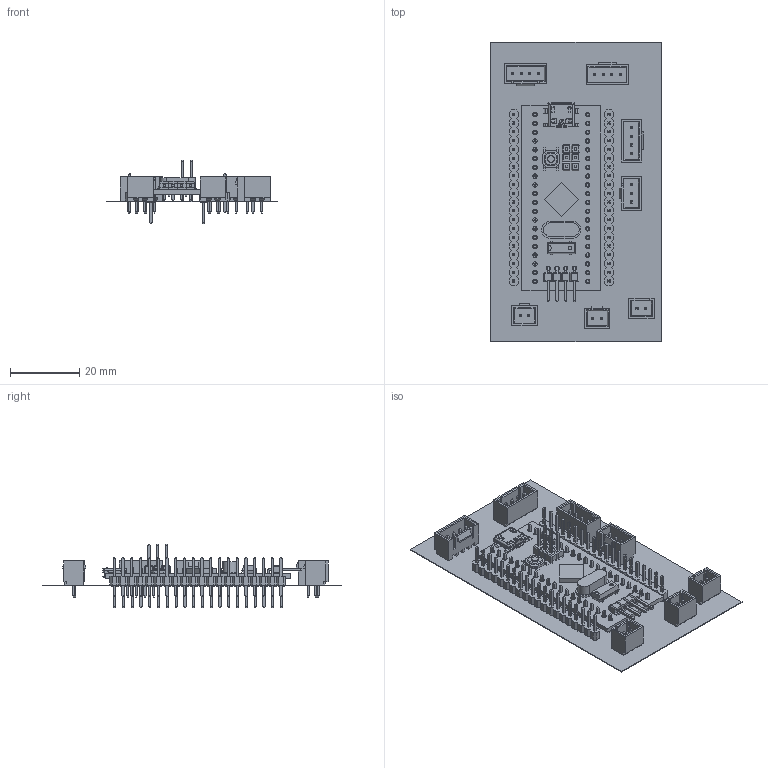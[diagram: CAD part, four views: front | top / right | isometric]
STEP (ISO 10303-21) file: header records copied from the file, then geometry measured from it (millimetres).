
FILE_DESCRIPTION(/* description */ (''),/* implementation_level */ '2;1');
FILE_NAME(/* name */ '2a72e80a-e9ca-4217-a17d-acdd33fb327c.zip.stp',/* time_stamp */ '2020-12-19T22:56:50+00:00',/* author */ (''),/* organization */ (''),/* preprocessor_version */ 'ST-DEVELOPER v18.1',/* originating_system */ 'Autodesk Translation Framework v9.7.1.1290',/* authorisation */ '');
FILE_SCHEMA (('AUTOMOTIVE_DESIGN { 1 0 10303 214 3 1 1 }'));
Products named in the file (17): A slave stm32; PCB Component; Board; 1X02_DATA; 1X03_DATA; 1X04_DATA; 1X20; STM32F103C8T6-MODULE; S v1; STM32F103C8T6_BluePill_Board v6; Oscillator_MC-306 v3; STM32_LQFP48 v3; Tactile_SMD_5x5mm v1; micro_usb_socket v1; Header_L4_10x4; Header_Male_2x3x11; Header_Male_1x20x11
Assembly tree (22 placements, depth 4):
  A slave stm32
    PCB Component
      Board
      1X02_DATA  x3
      1X03_DATA
      1X04_DATA  x3
      1X20  x2
      STM32F103C8T6-MODULE
        S v1
        STM32F103C8T6_BluePill_Board v6
        Oscillator_MC-306 v3
        STM32_LQFP48 v3
        Tactile_SMD_5x5mm v1
        micro_usb_socket v1
        Header_L4_10x4
        Header_Male_2x3x11
        Header_Male_1x20x11  x2
Bounding box: 49.34 x 86.57 x 18.27 mm (x, y, z)
Volume: 5821 mm3; surface area: 21209.1 mm2
Topology: 118 solids, 118 shells, 4484 faces, 10826 edges, 6694 vertices
Faces by surface type: plane 4174, cylinder 299, bspline 10, torus 1
Full cylindrical faces by diameter (mm): 0.43 x2, 0.9 x40, 1 x1, 1.016 x61, 1.27 x50, 2 x1
Entity records: 82095 total; most frequent: CARTESIAN_POINT 14267, ORIENTED_EDGE 13688, DIRECTION 13053, EDGE_CURVE 6844, LINE 6209, VECTOR 6209, VERTEX_POINT 4266, AXIS2_PLACEMENT_3D 3422
